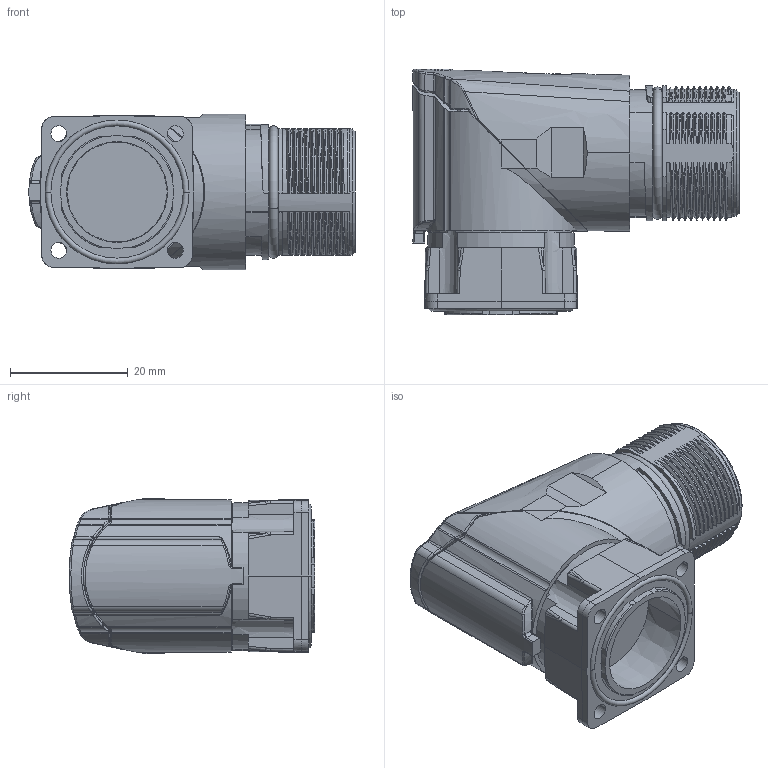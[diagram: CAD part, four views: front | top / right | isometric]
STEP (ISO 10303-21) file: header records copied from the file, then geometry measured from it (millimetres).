
FILE_DESCRIPTION((''),'2;1');
FILE_NAME('3D_1810126003001_MR23-012-BKP26','2020-12-16T',('tc.chen'),(''),'PRO/ENGINEER BY PARAMETRIC TECHNOLOGY CORPORATION, 2012480','PRO/ENGINEER BY PARAMETRIC TECHNOLOGY CORPORATION, 2012480','');
FILE_SCHEMA(('AUTOMOTIVE_DESIGN { 1 0 10303 214 1 1 1 1 }'));
Length unit declared in the file: millimetre
Products named in the file (1): 3D_1810126003001_MR23-012-BKP26
Bounding box: 55.5 x 41.79 x 26.5 mm (x, y, z)
Volume: 30659.2 mm3; surface area: 9858.1 mm2
Topology: 1 solids, 1 shells, 808 faces, 2284 edges, 1522 vertices
Faces by surface type: cylinder 270, plane 215, bspline 215, cone 89, torus 19
Entity records: 42527 total; most frequent: CARTESIAN_POINT 17549, ORIENTED_EDGE 4568, DIRECTION 2893, EDGE_CURVE 2284, VERTEX_POINT 1522, AXIS2_PLACEMENT_3D 1066, B_SPLINE_CURVE_WITH_KNOTS 1050, FILL_AREA_STYLE_COLOUR 931
